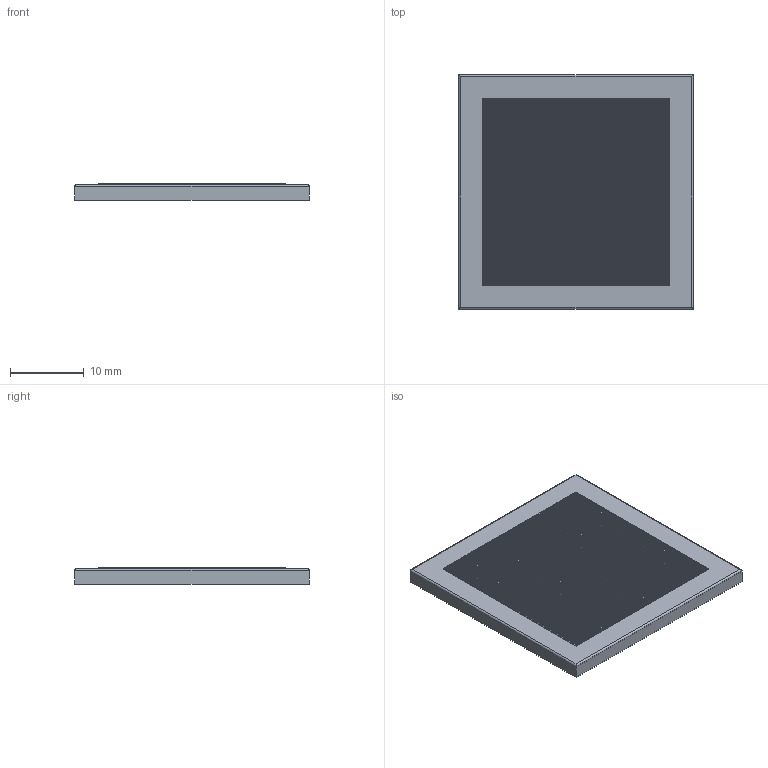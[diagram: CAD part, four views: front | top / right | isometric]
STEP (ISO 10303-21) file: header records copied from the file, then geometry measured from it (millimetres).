
FILE_DESCRIPTION(/* description */ (''),/* implementation_level */ '2;1');
FILE_NAME(/* name */ 'scale textured sidewalk',/* time_stamp */ '2024-12-29T11:47:30-05:00',/* author */ (''),/* organization */ (''),/* preprocessor_version */ 'ST-DEVELOPER v19.2',/* originating_system */ 'Rhino 8.14',/* authorisation */ '');
FILE_SCHEMA (('CONFIG_CONTROL_DESIGN'));
Length unit declared in the file: inch
Products named in the file (1): Document
Bounding box: 31.75 x 31.75 x 2.18 mm (x, y, z)
Volume: 2133.7 mm3; surface area: 2455 mm2
Topology: 1 solids, 1 shells, 207 faces, 608 edges, 404 vertices
Faces by surface type: plane 106, cylinder 101
Entity records: 6820 total; most frequent: CARTESIAN_POINT 2063, ORIENTED_EDGE 1216, EDGE_CURVE 608, DIRECTION 599, VERTEX_POINT 404, AXIS2_PLACEMENT_3D 403, B_SPLINE_CURVE_WITH_KNOTS 221, EDGE_LOOP 208
